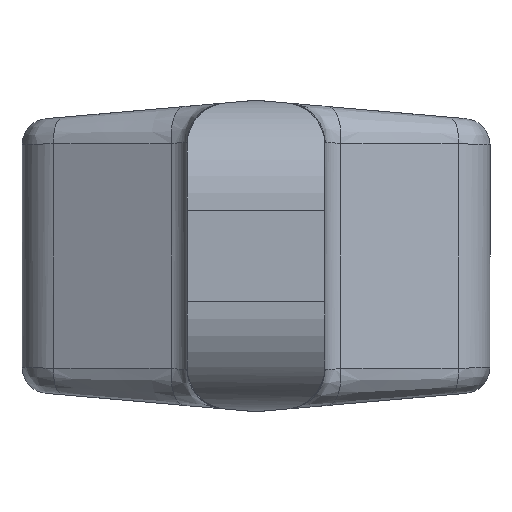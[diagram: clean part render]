
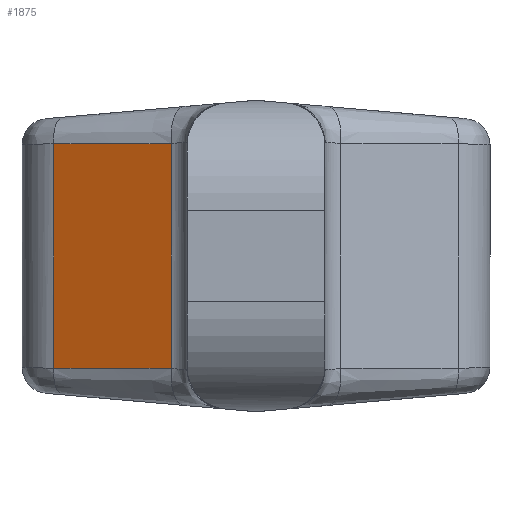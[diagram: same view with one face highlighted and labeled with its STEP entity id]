
A CAD part, left-side view. The second image highlights one B-rep face of the part: STEP entity #1875.
In plain terms, the highlighted planar face has unit normal (-0.906, 0.423, 0).
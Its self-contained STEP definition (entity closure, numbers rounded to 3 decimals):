
#43 = CARTESIAN_POINT ( 'NONE',  ( -20.995, 18.834, -13.364 ) ) ;
#107 = PLANE ( 'NONE',  #140 ) ;
#140 = AXIS2_PLACEMENT_3D ( 'NONE', #511, #940, #3138 ) ;
#218 = VERTEX_POINT ( 'NONE', #1022 ) ;
#300 = FACE_OUTER_BOUND ( 'NONE', #892, .T. ) ;
#304 = LINE ( 'NONE', #3021, #860 ) ;
#361 = CARTESIAN_POINT ( 'NONE',  ( -23.129, 14.258, -12.536 ) ) ;
#498 = ORIENTED_EDGE ( 'NONE', *, *, #2454, .T. ) ;
#511 = CARTESIAN_POINT ( 'NONE',  ( -18.903, 23.321, 12.7 ) ) ;
#625 = CARTESIAN_POINT ( 'NONE',  ( -18.903, 23.321, -12.971 ) ) ;
#669 = EDGE_CURVE ( 'NONE', #1847, #1918, #304, .T. ) ;
#705 = CARTESIAN_POINT ( 'NONE',  ( -18.903, 23.321, 12.971 ) ) ;
#735 = CARTESIAN_POINT ( 'NONE',  ( -20.995, 18.834, 13.364 ) ) ;
#860 = VECTOR ( 'NONE', #2695, 1000. ) ;
#872 = ORIENTED_EDGE ( 'NONE', *, *, #4210, .F. ) ;
#892 = EDGE_LOOP ( 'NONE', ( #498, #872, #3586, #1830 ) ) ;
#940 = DIRECTION ( 'NONE',  ( -0.906, 0.423, 0. ) ) ;
#1022 = CARTESIAN_POINT ( 'NONE',  ( -18.903, 23.321, 12.971 ) ) ;
#1088 = CARTESIAN_POINT ( 'NONE',  ( -23.129, 14.258, 12.536 ) ) ;
#1502 = CARTESIAN_POINT ( 'NONE',  ( -25.221, 9.771, -12.929 ) ) ;
#1514 = CARTESIAN_POINT ( 'NONE',  ( -18.903, 23.321, -12.971 ) ) ;
#1547 = EDGE_CURVE ( 'NONE', #218, #1918, #4011, .T. ) ;
#1830 = ORIENTED_EDGE ( 'NONE', *, *, #1547, .F. ) ;
#1847 = VERTEX_POINT ( 'NONE', #1502 ) ;
#1857 = CARTESIAN_POINT ( 'NONE',  ( -18.903, 23.321, 12.7 ) ) ;
#1875 = ADVANCED_FACE ( 'NONE', ( #300 ), #107, .T. ) ;
#1918 = VERTEX_POINT ( 'NONE', #3157 ) ;
#1963 = B_SPLINE_CURVE_WITH_KNOTS ( 'NONE', 3,
 ( #4211, #361, #43, #1514 ),
 .UNSPECIFIED., .F., .F.,
 ( 4, 4 ),
 ( 0., 1. ),
 .UNSPECIFIED. ) ;
#1977 = VECTOR ( 'NONE', #4478, 1000. ) ;
#2454 = EDGE_CURVE ( 'NONE', #218, #3699, #3866, .T. ) ;
#2695 = DIRECTION ( 'NONE',  ( 0., 0., 1. ) ) ;
#3021 = CARTESIAN_POINT ( 'NONE',  ( -25.221, 9.771, 12.7 ) ) ;
#3138 = DIRECTION ( 'NONE',  ( -0.423, -0.906, 0. ) ) ;
#3157 = CARTESIAN_POINT ( 'NONE',  ( -25.221, 9.771, 12.929 ) ) ;
#3586 = ORIENTED_EDGE ( 'NONE', *, *, #669, .T. ) ;
#3699 = VERTEX_POINT ( 'NONE', #625 ) ;
#3866 = LINE ( 'NONE', #1857, #1977 ) ;
#4011 = B_SPLINE_CURVE_WITH_KNOTS ( 'NONE', 3,
 ( #705, #735, #1088, #4553 ),
 .UNSPECIFIED., .F., .F.,
 ( 4, 4 ),
 ( 0., 1. ),
 .UNSPECIFIED. ) ;
#4210 = EDGE_CURVE ( 'NONE', #1847, #3699, #1963, .T. ) ;
#4211 = CARTESIAN_POINT ( 'NONE',  ( -25.221, 9.771, -12.929 ) ) ;
#4478 = DIRECTION ( 'NONE',  ( 0., 0., -1. ) ) ;
#4553 = CARTESIAN_POINT ( 'NONE',  ( -25.221, 9.771, 12.929 ) ) ;
